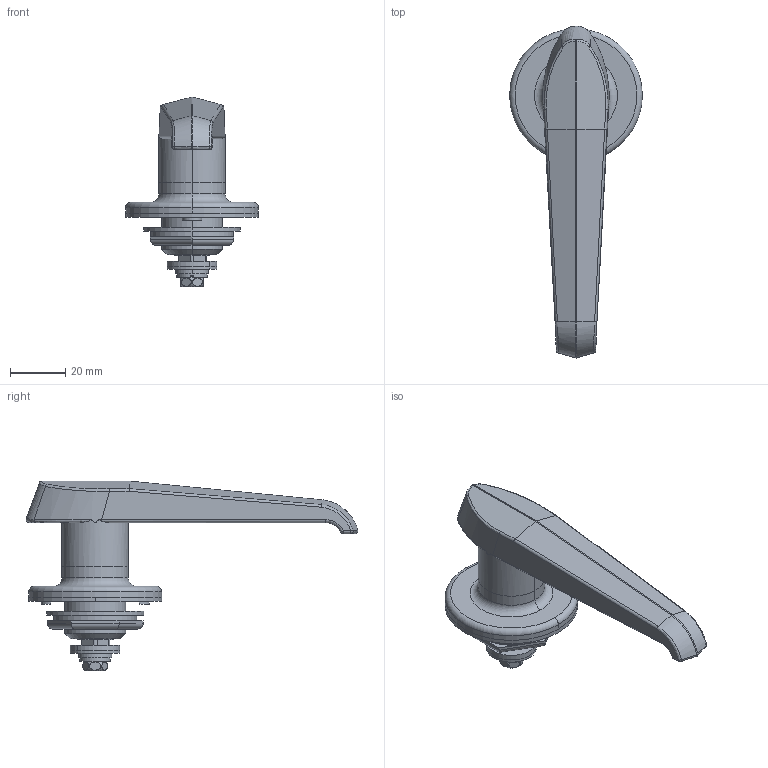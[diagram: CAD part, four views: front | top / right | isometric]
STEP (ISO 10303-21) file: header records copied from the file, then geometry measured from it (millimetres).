
FILE_DESCRIPTION (( 'STEP AP203' ), '1' );
FILE_NAME ('A-140-2-2.STEP', '2022-01-13T07:06:44', ( '' ), ( '' ), 'SwSTEP 2.0', 'SolidWorks 2021', '' );
FILE_SCHEMA (( 'CONFIG_CONTROL_DESIGN' ));
Length unit declared in the file: millimetre
Products named in the file (11): 仩8僗儁乕僒乕_冇18亊仩8亊t2.0; 暯儚僢僔儍乕M6暲娵_M6-冇12亊冇6.4亊t1.6; A-140-2パッキン; 仩8僗儁乕僒乕_冇18亊仩8亊t1; スプリングワッシャーM6_JIS B 1251 No.2 6; A-140-2-2; A-140-2受座_公; A-140-2六角ナット_公; 帟晅嵗嬥撪帟M22_冇35亊冇23亊t1.4; A-140-2-1本体_公_A-140-2-2; 十字穴付き六角ボルトM5
Assembly tree (10 placements, depth 2):
  A-140-2-2
    A-140-2受座_公
    A-140-2-1本体_公_A-140-2-2
    A-140-2六角ナット_公
    A-140-2パッキン
    帟晅嵗嬥撪帟M22_冇35亊冇23亊t1.4
    仩8僗儁乕僒乕_冇18亊仩8亊t1
    仩8僗儁乕僒乕_冇18亊仩8亊t2.0
    十字穴付き六角ボルトM5
    スプリングワッシャーM6_JIS B 1251 No.2 6
    暯儚僢僔儍乕M6暲娵_M6-冇12亊冇6.4亊t1.6
Bounding box: 48 x 119.99 x 68.6 mm (x, y, z)
Volume: 43511.1 mm3; surface area: 24991.4 mm2
Topology: 10 solids, 10 shells, 295 faces, 724 edges, 463 vertices
Faces by surface type: plane 132, cylinder 117, bspline 26, cone 7, sphere 7, torus 6
Entity records: 11413 total; most frequent: CARTESIAN_POINT 3358, DIRECTION 1450, ORIENTED_EDGE 1438, EDGE_CURVE 719, AXIS2_PLACEMENT_3D 539, VERTEX_POINT 461, LINE 372, VECTOR 372
